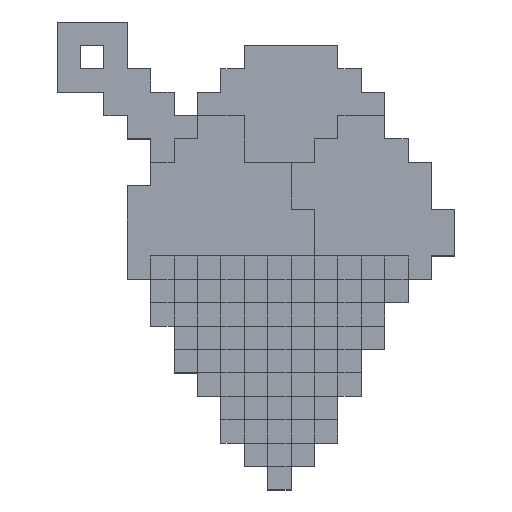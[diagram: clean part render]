
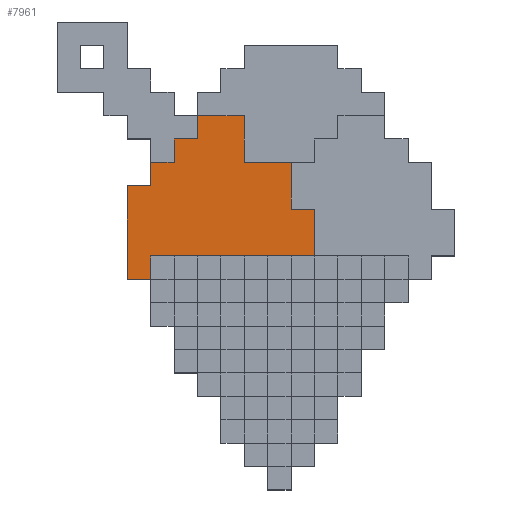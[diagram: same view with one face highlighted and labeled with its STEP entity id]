
A CAD part, top view. The second image highlights one B-rep face of the part: STEP entity #7961.
In plain terms, the highlighted planar face has unit normal (0, 0, 1).
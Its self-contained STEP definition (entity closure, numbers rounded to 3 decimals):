
#395=FACE_OUTER_BOUND('',#899,.T.);
#899=EDGE_LOOP('',(#6017,#6018,#6019,#6020,#6021,#6022,#6023,#6024,#6025,
#6026,#6027,#6028,#6029,#6030,#6031,#6032));
#1607=LINE('',#11846,#2675);
#1610=LINE('',#11852,#2678);
#1614=LINE('',#11859,#2682);
#1617=LINE('',#11867,#2685);
#1620=LINE('',#11873,#2688);
#1623=LINE('',#11879,#2691);
#1626=LINE('',#11885,#2694);
#1629=LINE('',#11891,#2697);
#1632=LINE('',#11897,#2700);
#1635=LINE('',#11903,#2703);
#1638=LINE('',#11909,#2706);
#1641=LINE('',#11915,#2709);
#1644=LINE('',#11921,#2712);
#1647=LINE('',#11925,#2715);
#1649=LINE('',#11930,#2717);
#1652=LINE('',#11934,#2720);
#2675=VECTOR('',#9694,10.);
#2678=VECTOR('',#9699,10.);
#2682=VECTOR('',#9705,10.);
#2685=VECTOR('',#9710,10.);
#2688=VECTOR('',#9715,10.);
#2691=VECTOR('',#9720,10.);
#2694=VECTOR('',#9725,10.);
#2697=VECTOR('',#9730,10.);
#2700=VECTOR('',#9735,10.);
#2703=VECTOR('',#9740,10.);
#2706=VECTOR('',#9745,10.);
#2709=VECTOR('',#9750,10.);
#2712=VECTOR('',#9755,10.);
#2715=VECTOR('',#9760,10.);
#2717=VECTOR('',#9764,10.);
#2720=VECTOR('',#9769,10.);
#3599=VERTEX_POINT('',#11843);
#3600=VERTEX_POINT('',#11845);
#3602=VERTEX_POINT('',#11851);
#3604=VERTEX_POINT('',#11857);
#3607=VERTEX_POINT('',#11864);
#3608=VERTEX_POINT('',#11866);
#3610=VERTEX_POINT('',#11872);
#3612=VERTEX_POINT('',#11878);
#3614=VERTEX_POINT('',#11884);
#3616=VERTEX_POINT('',#11890);
#3618=VERTEX_POINT('',#11896);
#3620=VERTEX_POINT('',#11902);
#3622=VERTEX_POINT('',#11908);
#3624=VERTEX_POINT('',#11914);
#3626=VERTEX_POINT('',#11920);
#3628=VERTEX_POINT('',#11929);
#4455=EDGE_CURVE('',#3600,#3599,#1607,.T.);
#4458=EDGE_CURVE('',#3602,#3600,#1610,.T.);
#4462=EDGE_CURVE('',#3599,#3604,#1614,.T.);
#4465=EDGE_CURVE('',#3608,#3607,#1617,.T.);
#4468=EDGE_CURVE('',#3610,#3608,#1620,.T.);
#4471=EDGE_CURVE('',#3612,#3610,#1623,.T.);
#4474=EDGE_CURVE('',#3614,#3612,#1626,.T.);
#4477=EDGE_CURVE('',#3616,#3614,#1629,.T.);
#4480=EDGE_CURVE('',#3618,#3616,#1632,.T.);
#4483=EDGE_CURVE('',#3620,#3618,#1635,.T.);
#4486=EDGE_CURVE('',#3622,#3620,#1638,.T.);
#4489=EDGE_CURVE('',#3624,#3622,#1641,.T.);
#4492=EDGE_CURVE('',#3626,#3624,#1644,.T.);
#4495=EDGE_CURVE('',#3604,#3626,#1647,.T.);
#4497=EDGE_CURVE('',#3628,#3602,#1649,.T.);
#4500=EDGE_CURVE('',#3607,#3628,#1652,.T.);
#6017=ORIENTED_EDGE('',*,*,#4500,.T.);
#6018=ORIENTED_EDGE('',*,*,#4497,.T.);
#6019=ORIENTED_EDGE('',*,*,#4458,.T.);
#6020=ORIENTED_EDGE('',*,*,#4455,.T.);
#6021=ORIENTED_EDGE('',*,*,#4462,.T.);
#6022=ORIENTED_EDGE('',*,*,#4495,.T.);
#6023=ORIENTED_EDGE('',*,*,#4492,.T.);
#6024=ORIENTED_EDGE('',*,*,#4489,.T.);
#6025=ORIENTED_EDGE('',*,*,#4486,.T.);
#6026=ORIENTED_EDGE('',*,*,#4483,.T.);
#6027=ORIENTED_EDGE('',*,*,#4480,.T.);
#6028=ORIENTED_EDGE('',*,*,#4477,.T.);
#6029=ORIENTED_EDGE('',*,*,#4474,.T.);
#6030=ORIENTED_EDGE('',*,*,#4471,.T.);
#6031=ORIENTED_EDGE('',*,*,#4468,.T.);
#6032=ORIENTED_EDGE('',*,*,#4465,.T.);
#7457=PLANE('',#8552);
#7961=ADVANCED_FACE('',(#395),#7457,.T.);
#8552=AXIS2_PLACEMENT_3D('',#11935,#9770,#9771);
#9694=DIRECTION('',(0.,-1.,0.));
#9699=DIRECTION('',(-1.,0.,0.));
#9705=DIRECTION('',(-1.,0.,0.));
#9710=DIRECTION('',(0.,1.,0.));
#9715=DIRECTION('',(-1.,0.,0.));
#9720=DIRECTION('',(0.,1.,0.));
#9725=DIRECTION('',(1.,0.,0.));
#9730=DIRECTION('',(0.,1.,0.));
#9735=DIRECTION('',(1.,0.,0.));
#9740=DIRECTION('',(0.,-1.,0.));
#9745=DIRECTION('',(-1.,0.,0.));
#9750=DIRECTION('',(0.,-1.,0.));
#9755=DIRECTION('',(-1.,0.,0.));
#9760=DIRECTION('',(0.,-1.,0.));
#9764=DIRECTION('',(0.,1.,0.));
#9769=DIRECTION('',(-1.,0.,0.));
#9770=DIRECTION('center_axis',(0.,0.,1.));
#9771=DIRECTION('ref_axis',(1.,0.,0.));
#11843=CARTESIAN_POINT('',(185.,225.,5.));
#11845=CARTESIAN_POINT('',(185.,230.,5.));
#11846=CARTESIAN_POINT('',(185.,250.,5.));
#11851=CARTESIAN_POINT('',(195.,230.,5.));
#11852=CARTESIAN_POINT('',(250.,230.,5.));
#11857=CARTESIAN_POINT('',(180.,225.,5.));
#11859=CARTESIAN_POINT('',(250.,225.,5.));
#11864=CARTESIAN_POINT('',(205.,220.,5.));
#11866=CARTESIAN_POINT('',(205.,210.,5.));
#11867=CARTESIAN_POINT('',(205.,250.,5.));
#11872=CARTESIAN_POINT('',(210.,210.,5.));
#11873=CARTESIAN_POINT('',(250.,210.,5.));
#11878=CARTESIAN_POINT('',(210.,200.,5.));
#11879=CARTESIAN_POINT('',(210.,150.,5.));
#11884=CARTESIAN_POINT('',(175.,200.,5.));
#11885=CARTESIAN_POINT('',(250.,200.,5.));
#11890=CARTESIAN_POINT('',(175.,195.,5.));
#11891=CARTESIAN_POINT('',(175.,250.,5.));
#11896=CARTESIAN_POINT('',(170.,195.,5.));
#11897=CARTESIAN_POINT('',(250.,195.,5.));
#11902=CARTESIAN_POINT('',(170.,215.,5.));
#11903=CARTESIAN_POINT('',(170.,250.,5.));
#11908=CARTESIAN_POINT('',(175.,215.,5.));
#11909=CARTESIAN_POINT('',(250.,215.,5.));
#11914=CARTESIAN_POINT('',(175.,220.,5.));
#11915=CARTESIAN_POINT('',(175.,250.,5.));
#11920=CARTESIAN_POINT('',(180.,220.,5.));
#11921=CARTESIAN_POINT('',(250.,220.,5.));
#11925=CARTESIAN_POINT('',(180.,250.,5.));
#11929=CARTESIAN_POINT('',(195.,220.,5.));
#11930=CARTESIAN_POINT('',(195.,250.,5.));
#11934=CARTESIAN_POINT('',(250.,220.,5.));
#11935=CARTESIAN_POINT('Origin',(190.,210.,5.));
